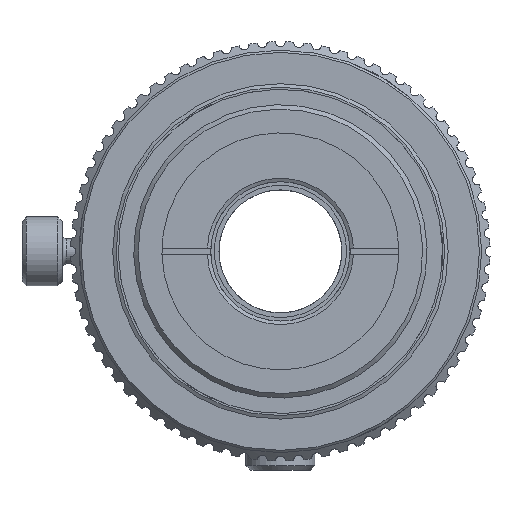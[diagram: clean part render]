
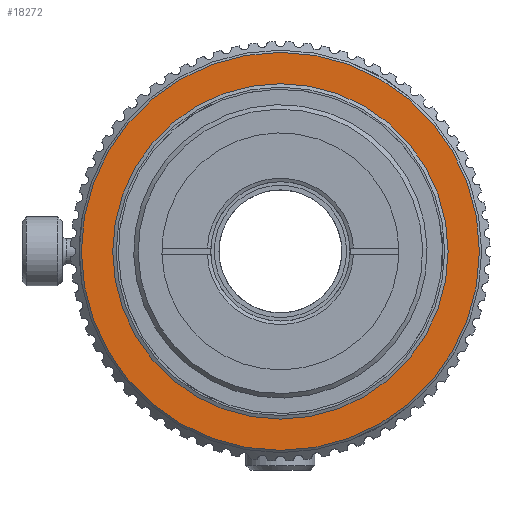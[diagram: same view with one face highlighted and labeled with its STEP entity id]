
A CAD part, left-side view. The second image highlights one B-rep face of the part: STEP entity #18272.
In plain terms, the highlighted planar face has unit normal (-1, 0, 0).
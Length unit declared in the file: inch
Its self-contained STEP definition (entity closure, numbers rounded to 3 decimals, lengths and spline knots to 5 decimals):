
#18238=CARTESIAN_POINT('',(0.0,0.89,0.));
#18239=VERTEX_POINT('',#18238);
#18240=CARTESIAN_POINT('',(0.0,0.0,0.0));
#18241=DIRECTION('',(1.0,0.0,0.0));
#18242=DIRECTION('',(0.0,-1.0,0.0));
#18243=AXIS2_PLACEMENT_3D('',#18240,#18241,#18242);
#18244=CIRCLE('',#18243,0.89);
#18245=EDGE_CURVE('',#18239,#18239,#18244,.T.);
#18253=CARTESIAN_POINT('',(0.0,0.8175,0.0));
#18254=DIRECTION('',(-1.0,0.0,0.0));
#18255=DIRECTION('',(0.0,0.0,1.0));
#18256=AXIS2_PLACEMENT_3D('',#18253,#18254,#18255);
#18257=PLANE('',#18256);
#18258=ORIENTED_EDGE('',*,*,#18245,.F.);
#18259=EDGE_LOOP('',(#18258));
#18260=FACE_OUTER_BOUND('',#18259,.T.);
#18261=CARTESIAN_POINT('',(0.0,0.735,0.0));
#18262=VERTEX_POINT('',#18261);
#18263=CARTESIAN_POINT('',(0.0,0.0,0.0));
#18264=DIRECTION('',(1.0,0.0,0.0));
#18265=DIRECTION('',(0.0,1.0,0.0));
#18266=AXIS2_PLACEMENT_3D('',#18263,#18264,#18265);
#18267=CIRCLE('',#18266,0.735);
#18268=EDGE_CURVE('',#18262,#18262,#18267,.T.);
#18269=ORIENTED_EDGE('',*,*,#18268,.T.);
#18270=EDGE_LOOP('',(#18269));
#18271=FACE_BOUND('',#18270,.T.);
#18272=ADVANCED_FACE('',(#18260,#18271),#18257,.T.);
